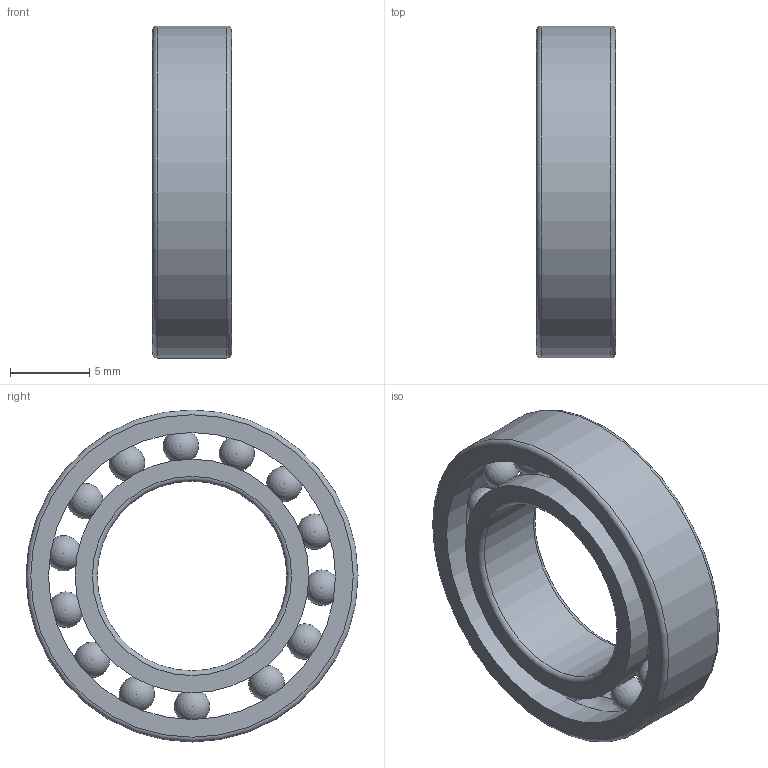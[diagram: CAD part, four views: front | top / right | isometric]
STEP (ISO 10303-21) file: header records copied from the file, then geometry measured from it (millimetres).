
FILE_DESCRIPTION( ( 'STEP AP203' ), '1' );
FILE_NAME( '6801.stp', '2019-08-14T06:31:41', ( '' ), ( '' ), ' ', 'PARTsolutions', ' ' );
FILE_SCHEMA( ( 'CONFIG_CONTROL_DESIGN' ) );
Length unit declared in the file: millimetre
Products named in the file (4): 6801; _6801 Outer ring; _6801 Inner ring; _6801 Ball
Assembly tree (16 placements, depth 2):
  6801
    _6801 Outer ring
    _6801 Inner ring
    _6801 Ball  x14
Bounding box: 5 x 21 x 21 mm (x, y, z)
Volume: 779.8 mm3; surface area: 1538.7 mm2
Topology: 16 solids, 16 shells, 30 faces, 70 edges, 44 vertices
Faces by surface type: sphere 14, cylinder 6, torus 6, plane 4
Full cylindrical faces by diameter (mm): 12 x1, 14.78 x2, 18.15 x2, 21 x1
Entity records: 595 total; most frequent: DIRECTION 100, CARTESIAN_POINT 69, AXIS2_PLACEMENT_3D 50, EDGE_LOOP 32, ORIENTED_EDGE 32, FACE_OUTER_BOUND 28, PRODUCT_DEFINITION_SHAPE 20, VERTEX_POINT 19
